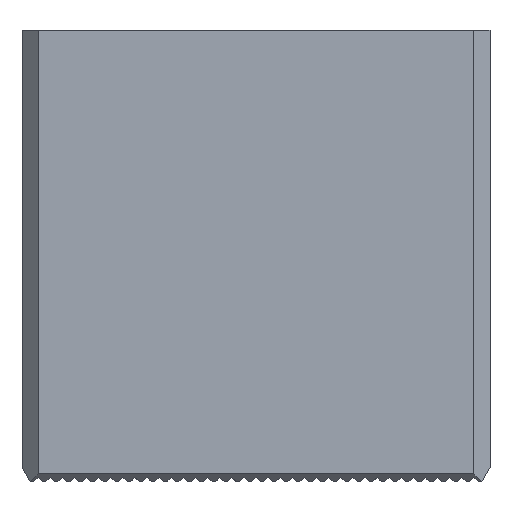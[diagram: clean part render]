
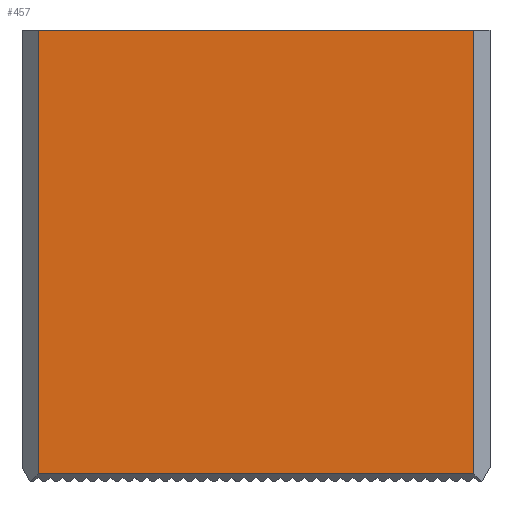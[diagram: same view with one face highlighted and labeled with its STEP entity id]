
A CAD part, left-side view. The second image highlights one B-rep face of the part: STEP entity #457.
In plain terms, the highlighted planar face has unit normal (-1, 0, 0).
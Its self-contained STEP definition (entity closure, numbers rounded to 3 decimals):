
#457=ADVANCED_FACE('',(#1156),#811,.T.);
#811=PLANE('',#7789);
#1156=FACE_OUTER_BOUND('',#1516,.T.);
#1516=EDGE_LOOP('',(#2907,#2908,#2909,#2910));
#2907=ORIENTED_EDGE('',*,*,#4982,.T.);
#2908=ORIENTED_EDGE('',*,*,#5300,.T.);
#2909=ORIENTED_EDGE('',*,*,#5504,.F.);
#2910=ORIENTED_EDGE('',*,*,#4990,.T.);
#4104=VERTEX_POINT('',#10549);
#4220=VERTEX_POINT('',#10780);
#4225=VERTEX_POINT('',#10797);
#4451=VERTEX_POINT('',#11386);
#4982=EDGE_CURVE('',#4104,#4220,#6037,.T.);
#4990=EDGE_CURVE('',#4225,#4104,#6045,.T.);
#5300=EDGE_CURVE('',#4220,#4451,#6288,.T.);
#5504=EDGE_CURVE('',#4225,#4451,#6418,.T.);
#6037=LINE('',#10781,#6909);
#6045=LINE('',#10796,#6917);
#6288=LINE('',#11387,#7160);
#6418=LINE('',#11756,#7290);
#6909=VECTOR('',#8509,1.);
#6917=VECTOR('',#8523,1.);
#7160=VECTOR('',#9008,1.);
#7290=VECTOR('',#9398,1.);
#7789=AXIS2_PLACEMENT_3D('',#11783,#9420,#9421);
#8509=DIRECTION('',(0.,-1.,0.));
#8523=DIRECTION('',(0.,0.,-1.));
#9008=DIRECTION('',(0.,0.,1.));
#9398=DIRECTION('',(0.,-1.,0.));
#9420=DIRECTION('',(-1.,0.,0.));
#9421=DIRECTION('',(0.,-1.,0.));
#10549=CARTESIAN_POINT('',(-11.,27.,0.825));
#10780=CARTESIAN_POINT('',(-11.,-27.,0.825));
#10781=CARTESIAN_POINT('',(-11.,29.,0.825));
#10796=CARTESIAN_POINT('',(-11.,27.,27.825));
#10797=CARTESIAN_POINT('',(-11.,27.,55.825));
#11386=CARTESIAN_POINT('',(-11.,-27.,55.825));
#11387=CARTESIAN_POINT('',(-11.,-27.,27.825));
#11756=CARTESIAN_POINT('',(-11.,29.,55.825));
#11783=CARTESIAN_POINT('',(-11.,29.,27.825));
